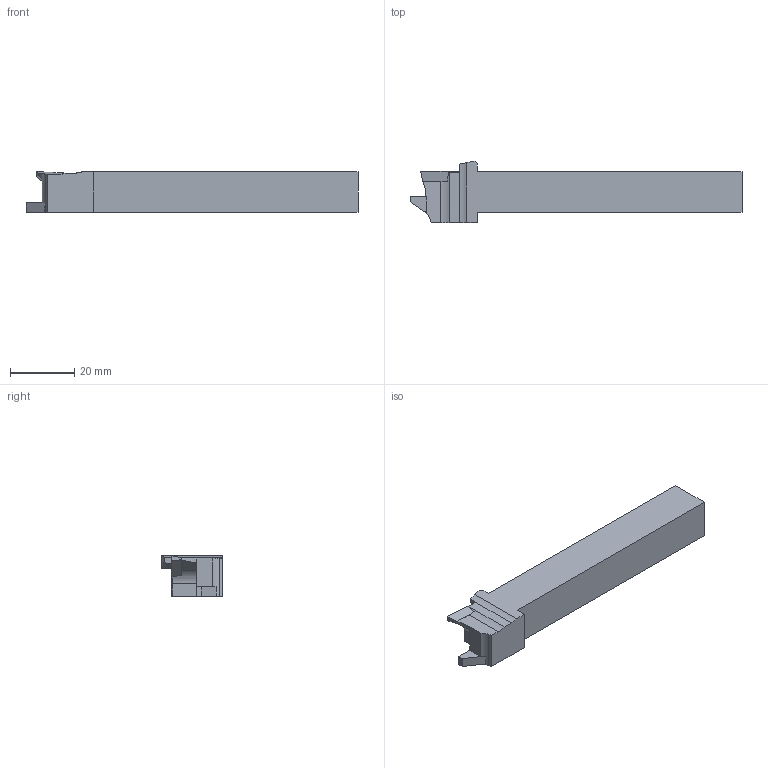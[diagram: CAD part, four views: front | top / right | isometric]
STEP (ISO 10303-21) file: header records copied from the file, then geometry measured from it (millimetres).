
FILE_DESCRIPTION (( 'STEP AP214' ), '1' );
FILE_NAME ('ISO-295-16.STEP', '2017-07-14T08:34:20', ( '' ), ( '' ), 'SwSTEP 2.0', 'SolidWorks 2016', '' );
FILE_SCHEMA (( 'AUTOMOTIVE_DESIGN' ));
Length unit declared in the file: millimetre
Products named in the file (1): ISO-295-16
Bounding box: 103.3 x 19 x 12.7 mm (x, y, z)
Volume: 16060.6 mm3; surface area: 5719.1 mm2
Topology: 1 solids, 1 shells, 82 faces, 250 edges, 164 vertices
Faces by surface type: plane 68, cylinder 12, bspline 2
Entity records: 3511 total; most frequent: CARTESIAN_POINT 883, ORIENTED_EDGE 500, DIRECTION 462, EDGE_CURVE 250, VERTEX_POINT 164, VECTOR 164, LINE 164, AXIS2_PLACEMENT_3D 149
